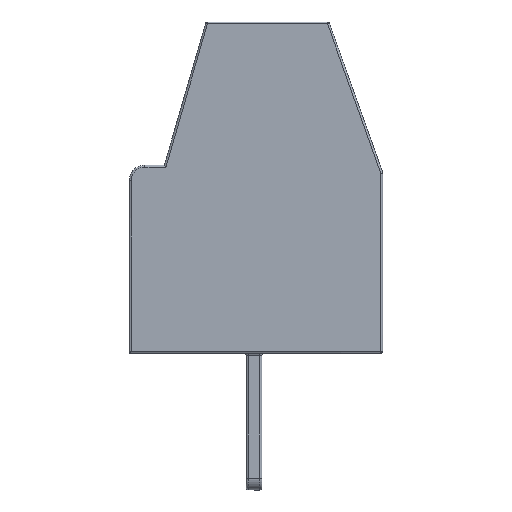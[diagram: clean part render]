
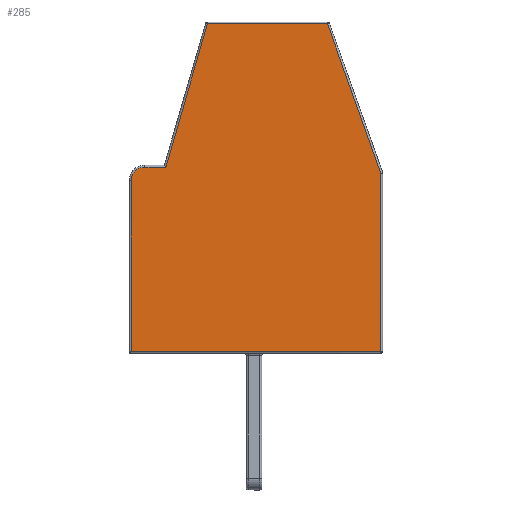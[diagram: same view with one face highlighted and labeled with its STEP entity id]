
A CAD part, left-side view. The second image highlights one B-rep face of the part: STEP entity #285.
In plain terms, the highlighted planar face has unit normal (-1, 0, 0).
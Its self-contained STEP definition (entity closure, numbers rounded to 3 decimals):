
#9 = VERTEX_POINT ( 'NONE', #776 ) ;
#61 = ORIENTED_EDGE ( 'NONE', *, *, #2432, .F. ) ;
#108 = LINE ( 'NONE', #1986, #851 ) ;
#213 = CARTESIAN_POINT ( 'NONE',  ( -2.77, 2.8, 4.78 ) ) ;
#285 = ADVANCED_FACE ( 'NONE', ( #2940 ), #3647, .F. ) ;
#369 = CARTESIAN_POINT ( 'NONE',  ( -2.77, 2.8, 4.78 ) ) ;
#375 = VERTEX_POINT ( 'NONE', #1403 ) ;
#434 = DIRECTION ( 'NONE',  ( 0., -0.336, -0.942 ) ) ;
#552 = LINE ( 'NONE', #1540, #2768 ) ;
#563 = VECTOR ( 'NONE', #1228, 1000. ) ;
#564 = ORIENTED_EDGE ( 'NONE', *, *, #2417, .F. ) ;
#590 = LINE ( 'NONE', #2059, #3557 ) ;
#633 = LINE ( 'NONE', #1801, #563 ) ;
#685 = EDGE_CURVE ( 'NONE', #3558, #1365, #633, .T. ) ;
#763 = VERTEX_POINT ( 'NONE', #2689 ) ;
#776 = CARTESIAN_POINT ( 'NONE',  ( -2.77, -3.25, 4.621 ) ) ;
#829 = LINE ( 'NONE', #2706, #1759 ) ;
#851 = VECTOR ( 'NONE', #2259, 1000. ) ;
#985 = CARTESIAN_POINT ( 'NONE',  ( -2.77, 3.15, 0.05 ) ) ;
#995 = EDGE_CURVE ( 'NONE', #2159, #2789, #590, .T. ) ;
#1019 = CARTESIAN_POINT ( 'NONE',  ( -2.77, -3.25, 0.05 ) ) ;
#1143 = EDGE_CURVE ( 'NONE', #2484, #9, #829, .T. ) ;
#1152 = ORIENTED_EDGE ( 'NONE', *, *, #2574, .F. ) ;
#1228 = DIRECTION ( 'NONE',  ( 0., -1., 0. ) ) ;
#1365 = VERTEX_POINT ( 'NONE', #2070 ) ;
#1403 = CARTESIAN_POINT ( 'NONE',  ( -2.77, 1.192, 8.45 ) ) ;
#1540 = CARTESIAN_POINT ( 'NONE',  ( -2.77, 3.15, 4.25 ) ) ;
#1695 = ORIENTED_EDGE ( 'NONE', *, *, #1143, .F. ) ;
#1759 = VECTOR ( 'NONE', #434, 1000. ) ;
#1796 = CARTESIAN_POINT ( 'NONE',  ( -2.77, 3.15, 4.43 ) ) ;
#1801 = CARTESIAN_POINT ( 'NONE',  ( -2.77, -3.3, 4.78 ) ) ;
#1817 = ORIENTED_EDGE ( 'NONE', *, *, #3157, .F. ) ;
#1842 = DIRECTION ( 'NONE',  ( 0., 0., 1. ) ) ;
#1956 = CARTESIAN_POINT ( 'NONE',  ( -2.77, -3.3, 0. ) ) ;
#1986 = CARTESIAN_POINT ( 'NONE',  ( -2.77, -3.25, 4.25 ) ) ;
#1993 = ORIENTED_EDGE ( 'NONE', *, *, #995, .F. ) ;
#1998 = LINE ( 'NONE', #2420, #2650 ) ;
#2059 = CARTESIAN_POINT ( 'NONE',  ( -2.77, -0.05, 0.05 ) ) ;
#2070 = CARTESIAN_POINT ( 'NONE',  ( -2.77, 2.262, 4.78 ) ) ;
#2089 = CARTESIAN_POINT ( 'NONE',  ( -2.77, 3.005, 4.78 ) ) ;
#2159 = VERTEX_POINT ( 'NONE', #1019 ) ;
#2243 = DIRECTION ( 'NONE',  ( 0., 0., -1. ) ) ;
#2259 = DIRECTION ( 'NONE',  ( 0., 0., -1. ) ) ;
#2417 = EDGE_CURVE ( 'NONE', #2789, #763, #552, .T. ) ;
#2420 = CARTESIAN_POINT ( 'NONE',  ( -2.77, 2.417, 4.25 ) ) ;
#2432 = EDGE_CURVE ( 'NONE', #1365, #375, #1998, .T. ) ;
#2484 = VERTEX_POINT ( 'NONE', #3268 ) ;
#2539 = CARTESIAN_POINT ( 'NONE',  ( -2.77, -0.05, 8.45 ) ) ;
#2547 = ORIENTED_EDGE ( 'NONE', *, *, #3644, .F. ) ;
#2574 = EDGE_CURVE ( 'NONE', #9, #2159, #108, .T. ) ;
#2635 = AXIS2_PLACEMENT_3D ( 'NONE', #1956, #3345, #2243 ) ;
#2636 = DIRECTION ( 'NONE',  ( 0., 1., 0. ) ) ;
#2650 = VECTOR ( 'NONE', #2715, 1000. ) ;
#2689 = CARTESIAN_POINT ( 'NONE',  ( -2.77, 3.15, 4.43 ) ) ;
#2704 = EDGE_LOOP ( 'NONE', ( #1152, #1695, #2547, #61, #3428, #1817, #564, #1993 ) ) ;
#2706 = CARTESIAN_POINT ( 'NONE',  ( -2.77, -2.93, 5.518 ) ) ;
#2715 = DIRECTION ( 'NONE',  ( 0., -0.28, 0.96 ) ) ;
#2768 = VECTOR ( 'NONE', #1842, 1000. ) ;
#2789 = VERTEX_POINT ( 'NONE', #985 ) ;
#2940 = FACE_OUTER_BOUND ( 'NONE', #2704, .T. ) ;
#3091 =( BOUNDED_CURVE ( )  B_SPLINE_CURVE ( 3, ( #1796, #3494, #2089, #369 ),
 .UNSPECIFIED., .F., .F. ) 
 B_SPLINE_CURVE_WITH_KNOTS ( ( 4, 4 ),
 ( 0., 1. ),
 .UNSPECIFIED. ) 
 CURVE ( )  GEOMETRIC_REPRESENTATION_ITEM ( )  RATIONAL_B_SPLINE_CURVE ( ( 1., 0.805, 0.805, 1. ) ) 
 REPRESENTATION_ITEM ( '' )  );
#3157 = EDGE_CURVE ( 'NONE', #763, #3558, #3091, .T. ) ;
#3191 = LINE ( 'NONE', #2539, #3389 ) ;
#3268 = CARTESIAN_POINT ( 'NONE',  ( -2.77, -1.885, 8.45 ) ) ;
#3345 = DIRECTION ( 'NONE',  ( 1., 0., 0. ) ) ;
#3389 = VECTOR ( 'NONE', #3646, 1000. ) ;
#3428 = ORIENTED_EDGE ( 'NONE', *, *, #685, .F. ) ;
#3494 = CARTESIAN_POINT ( 'NONE',  ( -2.77, 3.15, 4.635 ) ) ;
#3557 = VECTOR ( 'NONE', #2636, 1000. ) ;
#3558 = VERTEX_POINT ( 'NONE', #213 ) ;
#3644 = EDGE_CURVE ( 'NONE', #375, #2484, #3191, .T. ) ;
#3646 = DIRECTION ( 'NONE',  ( 0., -1., 0. ) ) ;
#3647 = PLANE ( 'NONE',  #2635 ) ;
